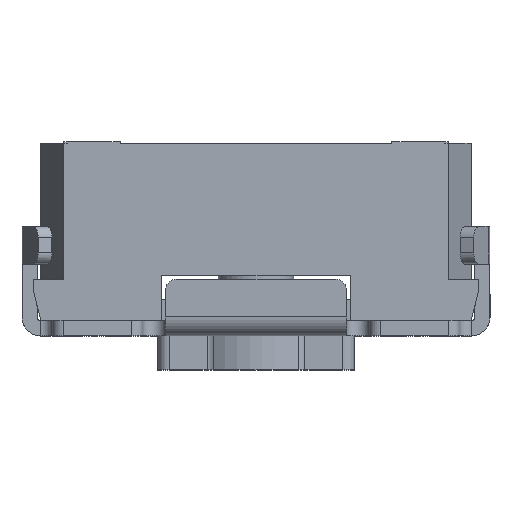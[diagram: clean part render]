
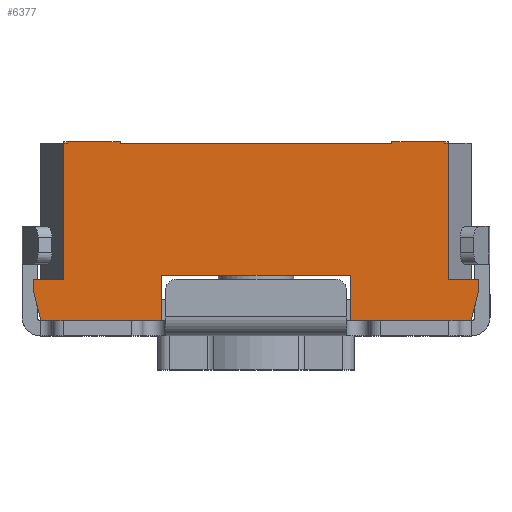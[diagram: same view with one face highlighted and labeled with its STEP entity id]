
A CAD part, top view. The second image highlights one B-rep face of the part: STEP entity #6377.
In plain terms, the highlighted face is planar.
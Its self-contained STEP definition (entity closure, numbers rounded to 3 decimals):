
#188=PLANE('',#6928);
#502=FACE_OUTER_BOUND('',#825,.T.);
#825=EDGE_LOOP('',(#5411,#5412,#5413,#5414,#5415,#5416,#5417,#5418,#5419,
#5420,#5421,#5422,#5423,#5424,#5425,#5426,#5427,#5428,#5429,#5430,#5431,
#5432));
#1011=LINE('',#9052,#1700);
#1015=LINE('',#9061,#1704);
#1029=LINE('',#9090,#1718);
#1392=LINE('',#10263,#2081);
#1400=LINE('',#10277,#2089);
#1438=LINE('',#10352,#2127);
#1442=LINE('',#10359,#2131);
#1443=LINE('',#10361,#2132);
#1444=LINE('',#10364,#2133);
#1445=LINE('',#10366,#2134);
#1446=LINE('',#10368,#2135);
#1447=LINE('',#10369,#2136);
#1448=LINE('',#10371,#2137);
#1449=LINE('',#10373,#2138);
#1450=LINE('',#10374,#2139);
#1451=LINE('',#10376,#2140);
#1452=LINE('',#10378,#2141);
#1453=LINE('',#10379,#2142);
#1454=LINE('',#10380,#2143);
#1455=LINE('',#10381,#2144);
#1456=LINE('',#10383,#2145);
#1457=LINE('',#10384,#2146);
#1700=VECTOR('',#7213,10.);
#1704=VECTOR('',#7219,10.);
#1718=VECTOR('',#7239,1.);
#2081=VECTOR('',#8390,10.);
#2089=VECTOR('',#8404,10.);
#2127=VECTOR('',#8478,1.);
#2131=VECTOR('',#8484,1.);
#2132=VECTOR('',#8487,1.);
#2133=VECTOR('',#8490,10.);
#2134=VECTOR('',#8491,10.);
#2135=VECTOR('',#8492,10.);
#2136=VECTOR('',#8493,10.);
#2137=VECTOR('',#8494,10.);
#2138=VECTOR('',#8495,10.);
#2139=VECTOR('',#8496,10.);
#2140=VECTOR('',#8497,10.);
#2141=VECTOR('',#8498,10.);
#2142=VECTOR('',#8499,10.);
#2143=VECTOR('',#8500,10.);
#2144=VECTOR('',#8501,10.);
#2145=VECTOR('',#8502,1.);
#2146=VECTOR('',#8503,1.);
#2592=VERTEX_POINT('',#9049);
#2593=VERTEX_POINT('',#9051);
#2596=VERTEX_POINT('',#9058);
#2597=VERTEX_POINT('',#9060);
#2606=VERTEX_POINT('',#9082);
#2609=VERTEX_POINT('',#9088);
#2974=VERTEX_POINT('',#10260);
#2975=VERTEX_POINT('',#10262);
#2977=VERTEX_POINT('',#10274);
#2978=VERTEX_POINT('',#10276);
#2996=VERTEX_POINT('',#10349);
#2997=VERTEX_POINT('',#10351);
#2998=VERTEX_POINT('',#10355);
#2999=VERTEX_POINT('',#10357);
#3000=VERTEX_POINT('',#10363);
#3001=VERTEX_POINT('',#10365);
#3002=VERTEX_POINT('',#10367);
#3003=VERTEX_POINT('',#10370);
#3004=VERTEX_POINT('',#10372);
#3005=VERTEX_POINT('',#10375);
#3006=VERTEX_POINT('',#10377);
#3007=VERTEX_POINT('',#10382);
#3211=EDGE_CURVE('',#2593,#2592,#1011,.T.);
#3215=EDGE_CURVE('',#2597,#2596,#1015,.T.);
#3229=EDGE_CURVE('',#2609,#2606,#1029,.T.);
#3796=EDGE_CURVE('',#2975,#2974,#1392,.T.);
#3804=EDGE_CURVE('',#2978,#2977,#1400,.T.);
#3842=EDGE_CURVE('',#2997,#2996,#1438,.T.);
#3846=EDGE_CURVE('',#2999,#2998,#1442,.T.);
#3847=EDGE_CURVE('',#2997,#2999,#1443,.T.);
#3848=EDGE_CURVE('',#3000,#2593,#1444,.T.);
#3849=EDGE_CURVE('',#2592,#3001,#1445,.T.);
#3850=EDGE_CURVE('',#3001,#3002,#1446,.T.);
#3851=EDGE_CURVE('',#3002,#2978,#1447,.T.);
#3852=EDGE_CURVE('',#2977,#3003,#1448,.T.);
#3853=EDGE_CURVE('',#3003,#3004,#1449,.T.);
#3854=EDGE_CURVE('',#3004,#2975,#1450,.T.);
#3855=EDGE_CURVE('',#2974,#3005,#1451,.T.);
#3856=EDGE_CURVE('',#3005,#3006,#1452,.T.);
#3857=EDGE_CURVE('',#3006,#2597,#1453,.T.);
#3858=EDGE_CURVE('',#2596,#2998,#1454,.T.);
#3859=EDGE_CURVE('',#2996,#2606,#1455,.T.);
#3860=EDGE_CURVE('',#2609,#3007,#1456,.T.);
#3861=EDGE_CURVE('',#3007,#3000,#1457,.T.);
#5411=ORIENTED_EDGE('',*,*,#3848,.T.);
#5412=ORIENTED_EDGE('',*,*,#3211,.T.);
#5413=ORIENTED_EDGE('',*,*,#3849,.T.);
#5414=ORIENTED_EDGE('',*,*,#3850,.T.);
#5415=ORIENTED_EDGE('',*,*,#3851,.T.);
#5416=ORIENTED_EDGE('',*,*,#3804,.T.);
#5417=ORIENTED_EDGE('',*,*,#3852,.T.);
#5418=ORIENTED_EDGE('',*,*,#3853,.T.);
#5419=ORIENTED_EDGE('',*,*,#3854,.T.);
#5420=ORIENTED_EDGE('',*,*,#3796,.T.);
#5421=ORIENTED_EDGE('',*,*,#3855,.T.);
#5422=ORIENTED_EDGE('',*,*,#3856,.T.);
#5423=ORIENTED_EDGE('',*,*,#3857,.T.);
#5424=ORIENTED_EDGE('',*,*,#3215,.T.);
#5425=ORIENTED_EDGE('',*,*,#3858,.T.);
#5426=ORIENTED_EDGE('',*,*,#3846,.F.);
#5427=ORIENTED_EDGE('',*,*,#3847,.F.);
#5428=ORIENTED_EDGE('',*,*,#3842,.T.);
#5429=ORIENTED_EDGE('',*,*,#3859,.T.);
#5430=ORIENTED_EDGE('',*,*,#3229,.F.);
#5431=ORIENTED_EDGE('',*,*,#3860,.T.);
#5432=ORIENTED_EDGE('',*,*,#3861,.T.);
#6377=ADVANCED_FACE('',(#502),#188,.T.);
#6928=AXIS2_PLACEMENT_3D('',#10362,#8488,#8489);
#7213=DIRECTION('',(0.,0.,1.));
#7219=DIRECTION('',(0.,0.,-1.));
#7239=DIRECTION('',(0.,0.,1.));
#8390=DIRECTION('',(1.,0.,0.));
#8404=DIRECTION('',(1.,0.,0.));
#8478=DIRECTION('',(0.,0.,1.));
#8484=DIRECTION('',(0.,0.,1.));
#8487=DIRECTION('',(1.,0.,0.));
#8488=DIRECTION('center_axis',(0.,1.,0.));
#8489=DIRECTION('ref_axis',(0.,0.,1.));
#8490=DIRECTION('',(-1.,0.,0.));
#8491=DIRECTION('',(-1.,0.,0.));
#8492=DIRECTION('',(0.,0.,1.));
#8493=DIRECTION('',(0.243,0.,0.97));
#8494=DIRECTION('',(0.,0.,-1.));
#8495=DIRECTION('',(1.,0.,0.));
#8496=DIRECTION('',(0.,0.,1.));
#8497=DIRECTION('',(0.243,0.,-0.97));
#8498=DIRECTION('',(0.,0.,-1.));
#8499=DIRECTION('',(-1.,0.,0.));
#8500=DIRECTION('',(-1.,0.,0.));
#8501=DIRECTION('',(-1.,0.,0.));
#8502=DIRECTION('',(-1.,0.,0.));
#8503=DIRECTION('',(0.,0.,1.));
#9049=CARTESIAN_POINT('',(-2.55,1.76,-0.55));
#9051=CARTESIAN_POINT('',(-2.55,1.76,-2.35));
#9052=CARTESIAN_POINT('',(-2.55,1.76,-2.35));
#9058=CARTESIAN_POINT('',(2.55,1.76,-2.35));
#9060=CARTESIAN_POINT('',(2.55,1.76,-0.55));
#9061=CARTESIAN_POINT('',(2.55,1.76,-0.55));
#9082=CARTESIAN_POINT('',(-1.8,1.76,-2.35));
#9088=CARTESIAN_POINT('',(-1.8,1.76,-2.37));
#9090=CARTESIAN_POINT('',(-1.8,1.76,-2.37));
#10260=CARTESIAN_POINT('',(2.85,1.76,0.));
#10262=CARTESIAN_POINT('',(1.25,1.76,0.));
#10263=CARTESIAN_POINT('',(1.65,1.76,0.));
#10274=CARTESIAN_POINT('',(-1.25,1.76,0.));
#10276=CARTESIAN_POINT('',(-2.85,1.76,0.));
#10277=CARTESIAN_POINT('',(-2.85,1.76,0.));
#10349=CARTESIAN_POINT('',(1.8,1.76,-2.35));
#10351=CARTESIAN_POINT('',(1.8,1.76,-2.37));
#10352=CARTESIAN_POINT('',(1.8,1.76,-2.37));
#10355=CARTESIAN_POINT('',(2.5,1.76,-2.35));
#10357=CARTESIAN_POINT('',(2.5,1.76,-2.37));
#10359=CARTESIAN_POINT('',(2.5,1.76,-2.37));
#10361=CARTESIAN_POINT('',(1.8,1.76,-2.37));
#10362=CARTESIAN_POINT('Origin',(-2.535,1.76,-2.377));
#10363=CARTESIAN_POINT('',(-2.5,1.76,-2.35));
#10364=CARTESIAN_POINT('',(-2.5,1.76,-2.35));
#10365=CARTESIAN_POINT('',(-2.95,1.76,-0.55));
#10366=CARTESIAN_POINT('',(-2.55,1.76,-0.55));
#10367=CARTESIAN_POINT('',(-2.95,1.76,-0.4));
#10368=CARTESIAN_POINT('',(-2.95,1.76,-0.55));
#10369=CARTESIAN_POINT('',(-2.95,1.76,-0.4));
#10370=CARTESIAN_POINT('',(-1.25,1.76,-0.6));
#10371=CARTESIAN_POINT('',(-1.25,1.76,0.));
#10372=CARTESIAN_POINT('',(1.25,1.76,-0.6));
#10373=CARTESIAN_POINT('',(-1.25,1.76,-0.6));
#10374=CARTESIAN_POINT('',(1.25,1.76,-0.6));
#10375=CARTESIAN_POINT('',(2.95,1.76,-0.4));
#10376=CARTESIAN_POINT('',(2.85,1.76,0.));
#10377=CARTESIAN_POINT('',(2.95,1.76,-0.55));
#10378=CARTESIAN_POINT('',(2.95,1.76,-0.4));
#10379=CARTESIAN_POINT('',(2.95,1.76,-0.55));
#10380=CARTESIAN_POINT('',(2.55,1.76,-2.35));
#10381=CARTESIAN_POINT('',(1.8,1.76,-2.35));
#10382=CARTESIAN_POINT('',(-2.5,1.76,-2.37));
#10383=CARTESIAN_POINT('',(-1.8,1.76,-2.37));
#10384=CARTESIAN_POINT('',(-2.5,1.76,-2.37));
